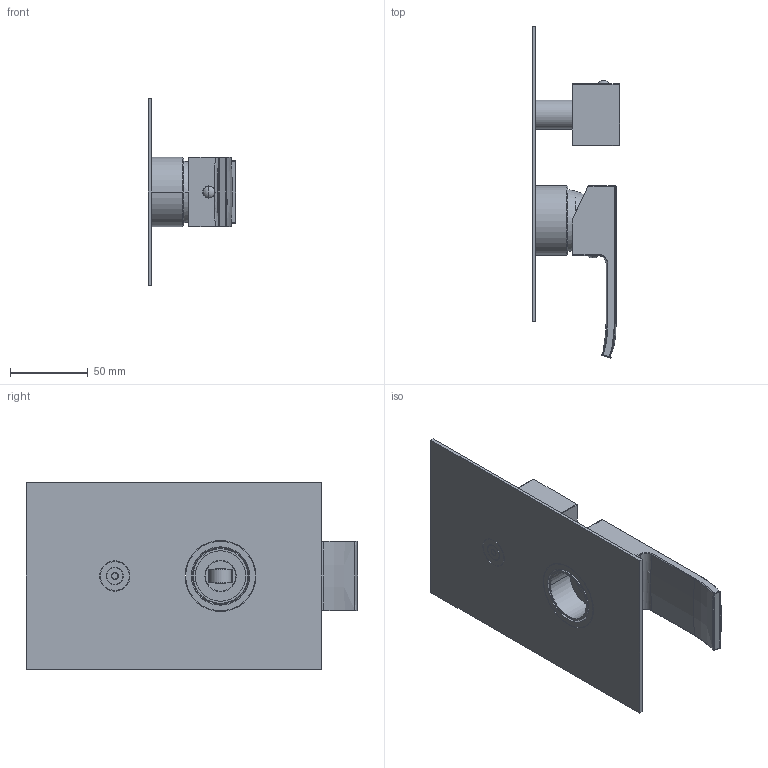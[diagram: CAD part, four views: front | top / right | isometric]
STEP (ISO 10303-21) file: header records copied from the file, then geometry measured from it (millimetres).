
FILE_DESCRIPTION((''),'2;1');
FILE_NAME('LES018CR-M','2021-11-02T11:31:45',('ut3'),('PAFFONI SpA'),'CREO PARAMETRIC BY PTC INC, 2020044','CREO PARAMETRIC BY PTC INC, 2020044','');
FILE_SCHEMA(('CONFIG_CONTROL_DESIGN','SHAPE_APPEARANCE_LAYERS_GROUPS'));
Length unit declared in the file: millimetre
Products named in the file (1): LES018CR-M
Bounding box: 56.39 x 213.33 x 120 mm (x, y, z)
Volume: 138489 mm3; surface area: 102655.8 mm2
Topology: 4 solids, 4 shells, 1006 faces, 2645 edges, 1670 vertices
Faces by surface type: plane 583, cylinder 254, torus 85, cone 55, bspline 15, sphere 14
Entity records: 41226 total; most frequent: CARTESIAN_POINT 9538, ORIENTED_EDGE 5278, DIRECTION 4968, EDGE_CURVE 2639, AXIS2_PLACEMENT_3D 1736, VERTEX_POINT 1670, VECTOR 1496, LINE 1496
